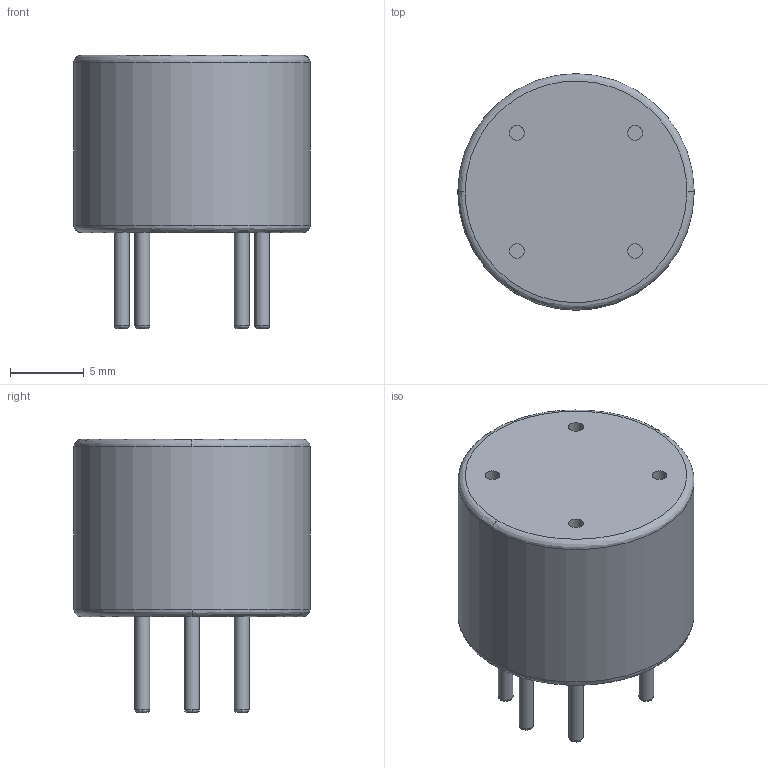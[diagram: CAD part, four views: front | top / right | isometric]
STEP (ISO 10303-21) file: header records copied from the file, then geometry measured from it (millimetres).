
FILE_DESCRIPTION(('FreeCAD Model'),'2;1');
FILE_NAME('Open CASCADE Shape Model','2025-06-18T15:45:18',( 'kicad StepUp'),('ksu MCAD'),'Open CASCADE STEP processor 7.8', 'FreeCAD','Unknown');
FILE_SCHEMA(('AUTOMOTIVE_DESIGN { 1 0 10303 214 1 1 1 1 }'));
Length unit declared in the file: millimetre
Products named in the file (1): MQ-131-L
Bounding box: 16 x 16 x 18.5 mm (x, y, z)
Volume: 2287.2 mm3; surface area: 1230 mm2
Topology: 1 solids, 1 shells, 43 faces, 97 edges, 68 vertices
Faces by surface type: bspline 16, plane 14, cylinder 13
Full cylindrical faces by diameter (mm): 1 x10, 2 x1, 6 x1, 16 x1
Entity records: 1832 total; most frequent: CARTESIAN_POINT 510, ORIENTED_EDGE 194, DIRECTION 192, EDGE_CURVE 97, AXIS2_PLACEMENT_3D 96, VERTEX_POINT 68, CIRCLE 68, FACE_BOUND 55
